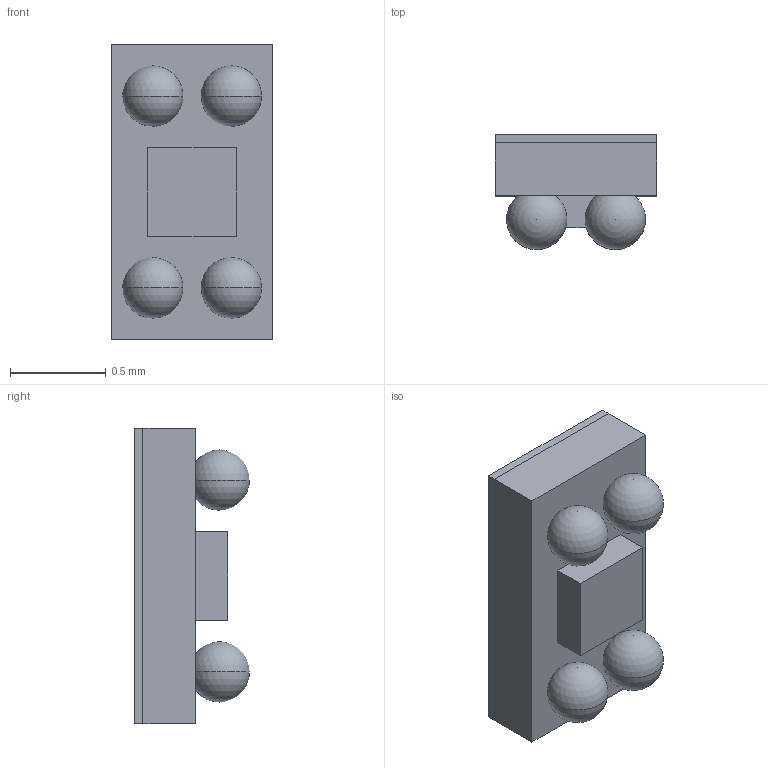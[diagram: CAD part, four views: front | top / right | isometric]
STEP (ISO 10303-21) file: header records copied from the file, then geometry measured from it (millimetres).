
FILE_DESCRIPTION (( 'STEP AP214' ), '1' );
FILE_NAME ('SIT1566AI-JV-18E-32.768E.STEP', '2020-05-04T09:50:06', ( '' ), ( '' ), 'SwSTEP 2.0', 'SolidWorks 2017', '' );
FILE_SCHEMA (( 'AUTOMOTIVE_DESIGN' ));
Length unit declared in the file: millimetre
Products named in the file (1): SIT1566AI-JV-18E-32.768E
Bounding box: 0.84 x 0.6 x 1.54 mm (x, y, z)
Volume: 0.5 mm3; surface area: 8.3 mm2
Topology: 7 solids, 7 shells, 38 faces, 90 edges, 60 vertices
Faces by surface type: plane 24, sphere 8, cylinder 6
Entity records: 1046 total; most frequent: DIRECTION 176, CARTESIAN_POINT 157, ORIENTED_EDGE 140, EDGE_CURVE 70, AXIS2_PLACEMENT_3D 67, VERTEX_POINT 48, EDGE_LOOP 42, LINE 42
